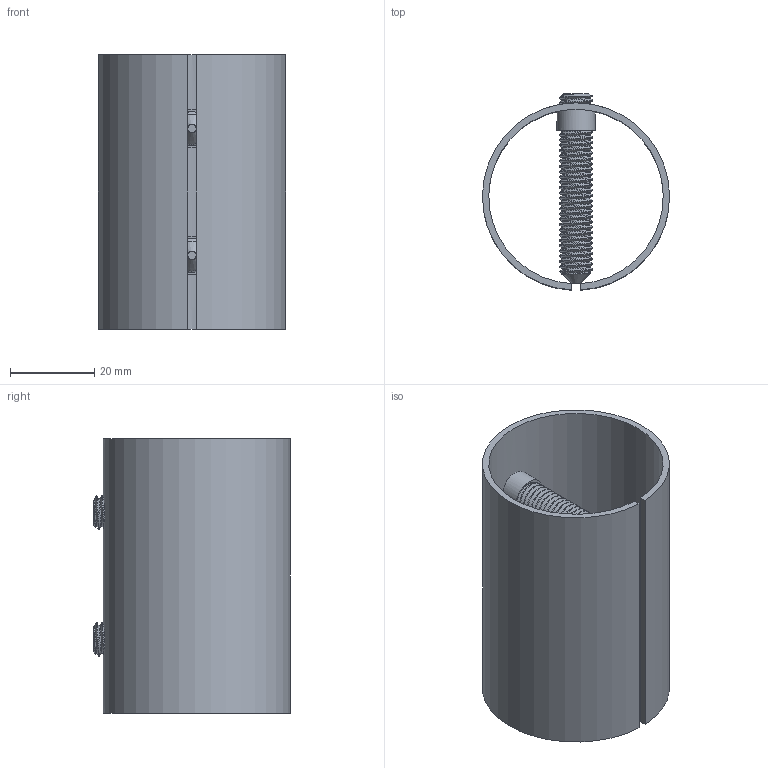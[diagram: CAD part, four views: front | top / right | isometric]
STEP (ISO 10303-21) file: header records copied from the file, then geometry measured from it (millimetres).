
FILE_DESCRIPTION (( 'STEP AP203' ), '1' );
FILE_NAME ('50102-240.step', '2021-11-25T13:46:11', ( '' ), ( '' ), 'SwSTEP 2.0', 'SolidWorks 2018', '' );
FILE_SCHEMA (( 'CONFIG_CONTROL_DESIGN' ));
Length unit declared in the file: millimetre
Products named in the file (7): 50102-240 DIN 914 M8 x 45; 50102-240 Teil1; 50102-240 DIN 914 M8 x 45_Keyshot; 50102-240 Teil1_Keyshot; 50102-240
Assembly tree (4 placements, depth 2):
  50102-240 DIN 914 M8 x 45
  50102-240 DIN 914 M8 x 45
  50102-240
    50102-240 Teil1
  50102-240
    50102-240 Teil1_Keyshot
    50102-240 DIN 914 M8 x 45_Keyshot  x2
Bounding box: 44.29 x 46.5 x 65 mm (x, y, z)
Volume: 16546.5 mm3; surface area: 21900.7 mm2
Topology: 3 solids, 3 shells, 269 faces, 726 edges, 492 vertices
Faces by surface type: plane 119, bspline 112, cylinder 32, cone 6
Full cylindrical faces by diameter (mm): 9 x2
Entity records: 26010 total; most frequent: CARTESIAN_POINT 19825, ORIENTED_EDGE 1346, DIRECTION 798, EDGE_CURVE 673, VERTEX_POINT 458, VECTOR 296, LINE 296, EDGE_LOOP 291
